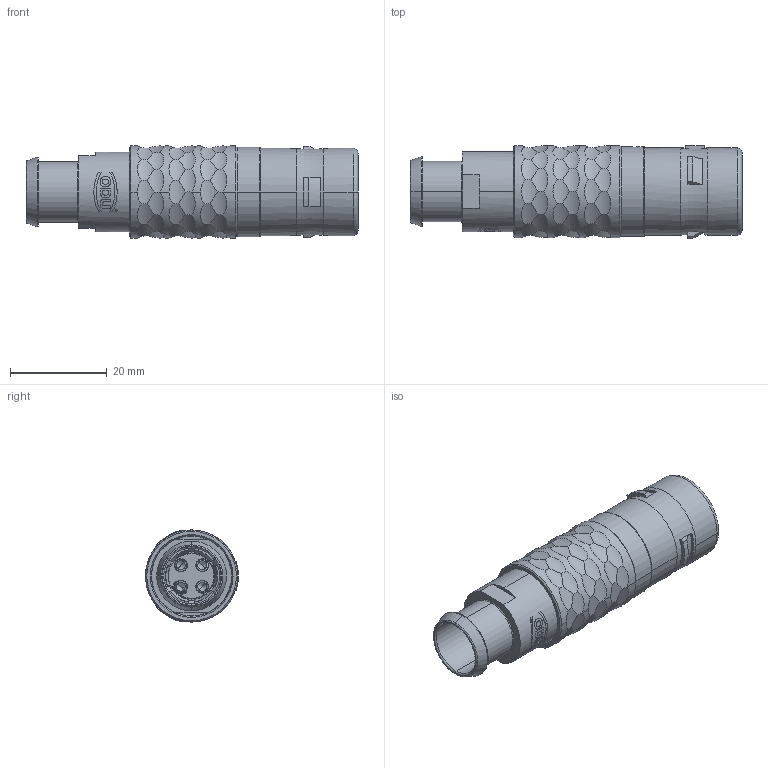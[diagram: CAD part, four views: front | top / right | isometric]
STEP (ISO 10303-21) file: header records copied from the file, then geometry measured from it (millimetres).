
FILE_DESCRIPTION((''),'2;1');
FILE_NAME('00045970_SW0001','2013-07-22T',('dscholz'),(''),'PRO/ENGINEER BY PARAMETRIC TECHNOLOGY CORPORATION, 2013050','PRO/ENGINEER BY PARAMETRIC TECHNOLOGY CORPORATION, 2013050','');
FILE_SCHEMA(('AUTOMOTIVE_DESIGN { 1 0 10303 214 1 1 1 1 }'));
Products named in the file (1): 00045970_SW0001
Bounding box: 68.51 x 19.18 x 19 mm (x, y, z)
Volume: 8593.6 mm3; surface area: 18756.7 mm2
Topology: 1 solids, 1 shells, 695 faces, 1903 edges, 1219 vertices
Faces by surface type: cylinder 302, plane 209, cone 99, torus 60, extrusion 9, bspline 8, sphere 8
Entity records: 46482 total; most frequent: CARTESIAN_POINT 26431, ORIENTED_EDGE 3774, DIRECTION 3369, EDGE_CURVE 1887, AXIS2_PLACEMENT_3D 1351, VERTEX_POINT 1219, EDGE_LOOP 756, FACE_OUTER_BOUND 695
